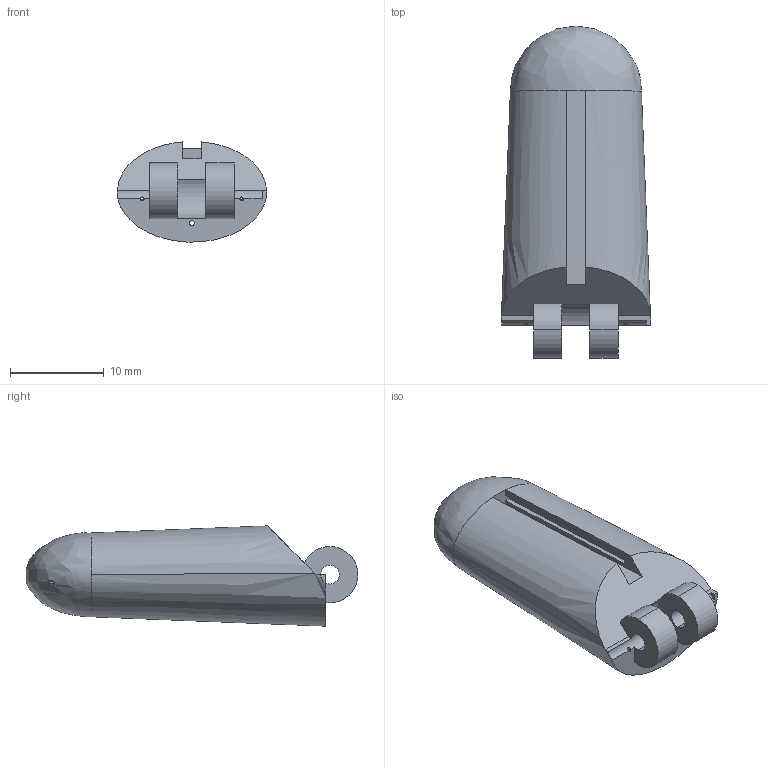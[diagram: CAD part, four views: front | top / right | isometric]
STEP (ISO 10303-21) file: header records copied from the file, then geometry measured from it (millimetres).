
FILE_DESCRIPTION (( 'STEP AP214' ), '1' );
FILE_NAME ('Part3m.STEP', '2025-12-21T13:35:48', ( '' ), ( '' ), 'SwSTEP 2.0', 'SolidWorks 2022', '' );
FILE_SCHEMA (( 'AUTOMOTIVE_DESIGN' ));
Length unit declared in the file: millimetre
Products named in the file (1): Part3m
Bounding box: 15.98 x 35.44 x 10.7 mm (x, y, z)
Volume: 3181.3 mm3; surface area: 1695.8 mm2
Topology: 1 solids, 1 shells, 52 faces, 170 edges, 114 vertices
Faces by surface type: plane 23, cylinder 17, bspline 8, torus 4
Entity records: 2815 total; most frequent: CARTESIAN_POINT 1386, ORIENTED_EDGE 336, DIRECTION 247, EDGE_CURVE 168, VERTEX_POINT 114, AXIS2_PLACEMENT_3D 86, LINE 75, VECTOR 75
